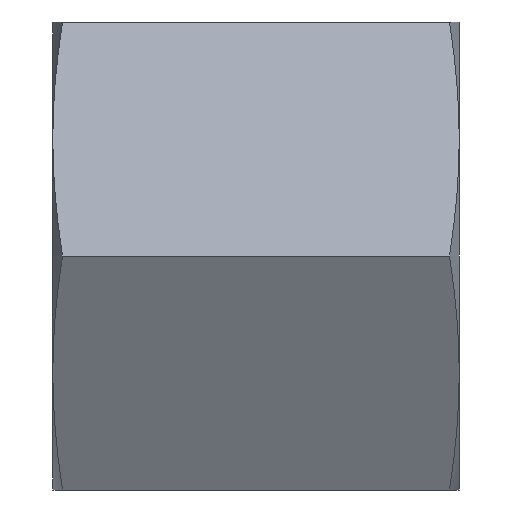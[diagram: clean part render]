
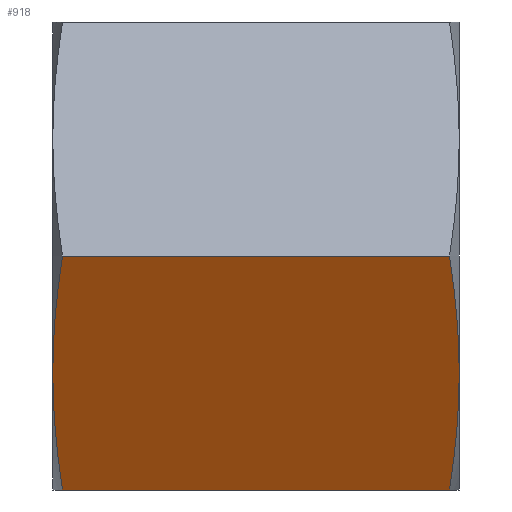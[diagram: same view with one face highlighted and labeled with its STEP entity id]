
A CAD part, front view. The second image highlights one B-rep face of the part: STEP entity #918.
In plain terms, the highlighted planar face has unit normal (0, -0.866, -0.5).
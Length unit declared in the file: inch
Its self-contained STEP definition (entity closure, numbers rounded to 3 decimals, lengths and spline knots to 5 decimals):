
#255=DIRECTION('',(-1.,0.,0.));
#256=VECTOR('',#255,0.6186);
#257=CARTESIAN_POINT('',(0.6341,-0.21594,
-0.37402));
#258=LINE('',#257,#256);
#262=CARTESIAN_POINT('',(0.0155,-0.21594,
-0.37402));
#263=CARTESIAN_POINT('',(0.01291,-0.22561,
-0.35727));
#264=CARTESIAN_POINT('',(0.0084,-0.24452,
-0.32452));
#265=CARTESIAN_POINT('',(0.00379,-0.26995,
-0.28047));
#266=CARTESIAN_POINT('',(0.00065,-0.29741,
-0.23291));
#267=CARTESIAN_POINT('',(0.,-0.31507,-0.20231));
#268=CARTESIAN_POINT('',(0.,-0.32391,-0.18701));
#285=DIRECTION('',(-1.,0.,0.));
#286=VECTOR('',#285,0.6186);
#287=CARTESIAN_POINT('',(0.6341,-0.43188,0.));
#288=LINE('',#287,#286);
#292=CARTESIAN_POINT('',(0.,-0.32391,-0.18701));
#293=CARTESIAN_POINT('',(0.,-0.33099,-0.17474));
#294=CARTESIAN_POINT('',(0.00043,-0.34517,
-0.15018));
#295=CARTESIAN_POINT('',(0.0024,-0.36683,
-0.11266));
#296=CARTESIAN_POINT('',(0.00552,-0.38786,
-0.07624));
#297=CARTESIAN_POINT('',(0.00971,-0.40898,
-0.03966));
#298=CARTESIAN_POINT('',(0.01343,-0.42412,
-0.01343));
#299=CARTESIAN_POINT('',(0.0155,-0.43188,0.));
#500=CARTESIAN_POINT('',(0.6341,-0.43188,0.));
#501=CARTESIAN_POINT('',(0.63669,-0.42221,
-0.01674));
#502=CARTESIAN_POINT('',(0.64121,-0.4033,
-0.0495));
#503=CARTESIAN_POINT('',(0.64581,-0.37787,
-0.09355));
#504=CARTESIAN_POINT('',(0.64895,-0.35041,
-0.14111));
#505=CARTESIAN_POINT('',(0.64961,-0.33274,
-0.1717));
#506=CARTESIAN_POINT('',(0.64961,-0.32391,
-0.18701));
#676=CARTESIAN_POINT('',(0.64961,-0.32391,
-0.18701));
#677=CARTESIAN_POINT('',(0.64961,-0.31682,
-0.19928));
#678=CARTESIAN_POINT('',(0.64918,-0.30264,
-0.22384));
#679=CARTESIAN_POINT('',(0.6472,-0.28098,
-0.26135));
#680=CARTESIAN_POINT('',(0.64408,-0.25995,
-0.29778));
#681=CARTESIAN_POINT('',(0.6399,-0.23884,
-0.33435));
#682=CARTESIAN_POINT('',(0.63618,-0.22369,
-0.36058));
#683=CARTESIAN_POINT('',(0.6341,-0.21594,
-0.37402));
#711=VERTEX_POINT('',#262);
#712=VERTEX_POINT('',#268);
#713=CARTESIAN_POINT('',(0.6341,-0.21594,
-0.37402));
#714=VERTEX_POINT('',#713);
#715=VERTEX_POINT('',#676);
#716=VERTEX_POINT('',#500);
#717=CARTESIAN_POINT('',(0.0155,-0.43188,0.));
#718=VERTEX_POINT('',#717);
#901=CARTESIAN_POINT('',(0.,-0.21594,-0.37402));
#902=DIRECTION('',(0.,-0.866,-0.5));
#903=DIRECTION('',(0.,0.5,-0.866));
#904=AXIS2_PLACEMENT_3D('',#901,#902,#903);
#905=PLANE('',#904);
#906=ORIENTED_EDGE('',*,*,#893,.T.);
#908=ORIENTED_EDGE('',*,*,#907,.T.);
#910=ORIENTED_EDGE('',*,*,#909,.F.);
#912=ORIENTED_EDGE('',*,*,#911,.T.);
#914=ORIENTED_EDGE('',*,*,#913,.T.);
#915=ORIENTED_EDGE('',*,*,#877,.T.);
#916=EDGE_LOOP('',(#906,#908,#910,#912,#914,#915));
#917=FACE_OUTER_BOUND('',#916,.F.);
#918=ADVANCED_FACE('',(#917),#905,.T.);
#269=B_SPLINE_CURVE_WITH_KNOTS('',3,(#262,#263,#264,#265,#266,#267,#268),
.UNSPECIFIED.,.F.,.F.,(4,1,1,1,4),(0.,0.25,0.5,0.75,1.),
.UNSPECIFIED.);
#300=B_SPLINE_CURVE_WITH_KNOTS('',3,(#292,#293,#294,#295,#296,#297,#298,#299),
.UNSPECIFIED.,.F.,.F.,(4,1,1,1,1,4),(0.,0.2,0.4,0.6,0.8,1.),
.UNSPECIFIED.);
#507=B_SPLINE_CURVE_WITH_KNOTS('',3,(#500,#501,#502,#503,#504,#505,#506),
.UNSPECIFIED.,.F.,.F.,(4,1,1,1,4),(0.,0.25,0.5,0.75,1.),
.UNSPECIFIED.);
#684=B_SPLINE_CURVE_WITH_KNOTS('',3,(#676,#677,#678,#679,#680,#681,#682,#683),
.UNSPECIFIED.,.F.,.F.,(4,1,1,1,1,4),(0.,0.2,0.4,0.6,0.8,1.),
.UNSPECIFIED.);
#877=EDGE_CURVE('',#714,#711,#258,.T.);
#893=EDGE_CURVE('',#711,#712,#269,.T.);
#907=EDGE_CURVE('',#712,#718,#300,.T.);
#909=EDGE_CURVE('',#716,#718,#288,.T.);
#911=EDGE_CURVE('',#716,#715,#507,.T.);
#913=EDGE_CURVE('',#715,#714,#684,.T.);
